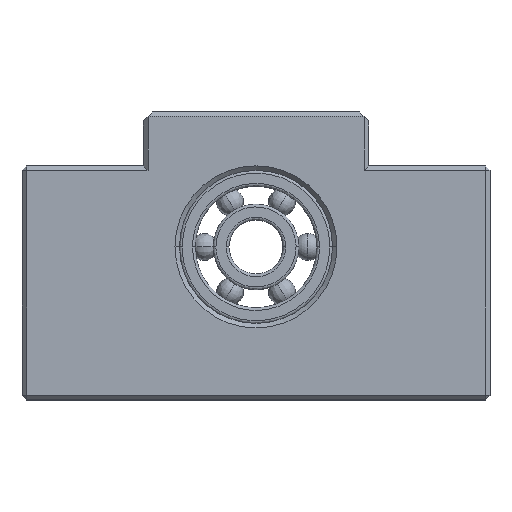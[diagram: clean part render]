
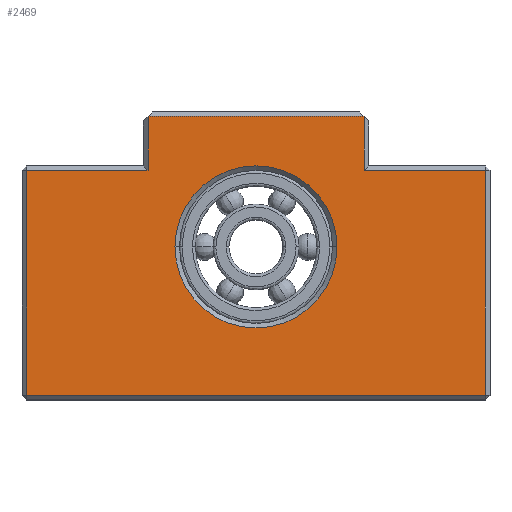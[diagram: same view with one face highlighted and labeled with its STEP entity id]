
A CAD part, top view. The second image highlights one B-rep face of the part: STEP entity #2469.
In plain terms, the highlighted planar face has unit normal (0, 0, 1).
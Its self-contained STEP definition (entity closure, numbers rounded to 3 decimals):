
#6 = VECTOR ( 'NONE', #1817, 1000. ) ;
#22 = EDGE_CURVE ( 'NONE', #1201, #4665, #1394, .T. ) ;
#152 = EDGE_CURVE ( 'NONE', #3367, #2891, #4432, .T. ) ;
#166 = CARTESIAN_POINT ( 'NONE',  ( -25.5, 0.5, 7. ) ) ;
#245 = CARTESIAN_POINT ( 'NONE',  ( 25.5, 25.5, 7. ) ) ;
#257 = ORIENTED_EDGE ( 'NONE', *, *, #152, .T. ) ;
#324 = CARTESIAN_POINT ( 'NONE',  ( 0., 17., 7. ) ) ;
#386 = CARTESIAN_POINT ( 'NONE',  ( -25.5, 25.5, 7. ) ) ;
#413 = EDGE_CURVE ( 'NONE', #5174, #2753, #3492, .T. ) ;
#424 = EDGE_CURVE ( 'NONE', #3208, #4737, #1059, .T. ) ;
#507 = CARTESIAN_POINT ( 'NONE',  ( 25.5, 0.5, 7. ) ) ;
#534 = ORIENTED_EDGE ( 'NONE', *, *, #1520, .T. ) ;
#577 = EDGE_CURVE ( 'NONE', #2891, #3208, #4894, .T. ) ;
#626 = AXIS2_PLACEMENT_3D ( 'NONE', #711, #3031, #1406 ) ;
#666 = DIRECTION ( 'NONE',  ( 0., 0., -1. ) ) ;
#692 = DIRECTION ( 'NONE',  ( -1., 0., 0. ) ) ;
#711 = CARTESIAN_POINT ( 'NONE',  ( 26., 26., 7. ) ) ;
#781 = DIRECTION ( 'NONE',  ( 0., -1., 0. ) ) ;
#853 = VECTOR ( 'NONE', #781, 1000. ) ;
#862 = VECTOR ( 'NONE', #4874, 1000. ) ;
#986 = LINE ( 'NONE', #4234, #1161 ) ;
#1059 = LINE ( 'NONE', #4998, #2070 ) ;
#1075 = ORIENTED_EDGE ( 'NONE', *, *, #22, .T. ) ;
#1122 = DIRECTION ( 'NONE',  ( 0., -1., 0. ) ) ;
#1161 = VECTOR ( 'NONE', #1824, 1000. ) ;
#1201 = VERTEX_POINT ( 'NONE', #1352 ) ;
#1352 = CARTESIAN_POINT ( 'NONE',  ( 12., 25.5, 7. ) ) ;
#1359 = ORIENTED_EDGE ( 'NONE', *, *, #3647, .T. ) ;
#1394 = LINE ( 'NONE', #1433, #2371 ) ;
#1406 = DIRECTION ( 'NONE',  ( 1., 0., 0. ) ) ;
#1433 = CARTESIAN_POINT ( 'NONE',  ( 12., 26., 7. ) ) ;
#1475 = EDGE_CURVE ( 'NONE', #2753, #3367, #986, .T. ) ;
#1520 = EDGE_CURVE ( 'NONE', #4335, #4151, #4049, .T. ) ;
#1744 = ORIENTED_EDGE ( 'NONE', *, *, #3563, .T. ) ;
#1817 = DIRECTION ( 'NONE',  ( -1., 0., 0. ) ) ;
#1824 = DIRECTION ( 'NONE',  ( -1., 0., 0. ) ) ;
#2046 = CARTESIAN_POINT ( 'NONE',  ( 26., 0.5, 7. ) ) ;
#2070 = VECTOR ( 'NONE', #2692, 1000. ) ;
#2078 = CARTESIAN_POINT ( 'NONE',  ( -25.5, 26., 7. ) ) ;
#2108 = CARTESIAN_POINT ( 'NONE',  ( 12., 31.5, 7. ) ) ;
#2121 = PLANE ( 'NONE',  #626 ) ;
#2231 = CARTESIAN_POINT ( 'NONE',  ( 26., 31.5, 7. ) ) ;
#2271 = DIRECTION ( 'NONE',  ( 0., 0., -1. ) ) ;
#2273 = ORIENTED_EDGE ( 'NONE', *, *, #3305, .T. ) ;
#2306 = CARTESIAN_POINT ( 'NONE',  ( 26., 25.5, 7. ) ) ;
#2371 = VECTOR ( 'NONE', #3017, 1000. ) ;
#2469 = ADVANCED_FACE ( 'NONE', ( #2901, #4500 ), #2121, .T. ) ;
#2664 = CARTESIAN_POINT ( 'NONE',  ( 0., 17., 7. ) ) ;
#2692 = DIRECTION ( 'NONE',  ( 0., 1., 0. ) ) ;
#2753 = VERTEX_POINT ( 'NONE', #2966 ) ;
#2891 = VERTEX_POINT ( 'NONE', #166 ) ;
#2901 = FACE_OUTER_BOUND ( 'NONE', #3976, .T. ) ;
#2930 = ORIENTED_EDGE ( 'NONE', *, *, #413, .T. ) ;
#2966 = CARTESIAN_POINT ( 'NONE',  ( -12., 25.5, 7. ) ) ;
#3005 = VECTOR ( 'NONE', #3797, 1000. ) ;
#3006 = CIRCLE ( 'NONE', #3350, 9. ) ;
#3017 = DIRECTION ( 'NONE',  ( 0., 1., 0. ) ) ;
#3031 = DIRECTION ( 'NONE',  ( 0., 0., 1. ) ) ;
#3101 = VECTOR ( 'NONE', #692, 1000. ) ;
#3156 = CARTESIAN_POINT ( 'NONE',  ( 9., 17., 7. ) ) ;
#3208 = VERTEX_POINT ( 'NONE', #507 ) ;
#3234 = DIRECTION ( 'NONE',  ( 0., -1., 0. ) ) ;
#3305 = EDGE_CURVE ( 'NONE', #4665, #5174, #4999, .T. ) ;
#3350 = AXIS2_PLACEMENT_3D ( 'NONE', #324, #666, #3234 ) ;
#3367 = VERTEX_POINT ( 'NONE', #386 ) ;
#3492 = LINE ( 'NONE', #4695, #3005 ) ;
#3563 = EDGE_CURVE ( 'NONE', #4737, #1201, #5149, .T. ) ;
#3601 = ORIENTED_EDGE ( 'NONE', *, *, #577, .T. ) ;
#3647 = EDGE_CURVE ( 'NONE', #4151, #4335, #3006, .T. ) ;
#3797 = DIRECTION ( 'NONE',  ( 0., -1., 0. ) ) ;
#3955 = CARTESIAN_POINT ( 'NONE',  ( -9., 17., 7. ) ) ;
#3976 = EDGE_LOOP ( 'NONE', ( #3601, #4753, #1744, #1075, #2273, #2930, #5150, #257 ) ) ;
#4049 = CIRCLE ( 'NONE', #4540, 9. ) ;
#4151 = VERTEX_POINT ( 'NONE', #3156 ) ;
#4234 = CARTESIAN_POINT ( 'NONE',  ( 26., 25.5, 7. ) ) ;
#4335 = VERTEX_POINT ( 'NONE', #3955 ) ;
#4432 = LINE ( 'NONE', #2078, #853 ) ;
#4500 = FACE_BOUND ( 'NONE', #5083, .T. ) ;
#4540 = AXIS2_PLACEMENT_3D ( 'NONE', #2664, #2271, #1122 ) ;
#4665 = VERTEX_POINT ( 'NONE', #2108 ) ;
#4695 = CARTESIAN_POINT ( 'NONE',  ( -12., 26., 7. ) ) ;
#4737 = VERTEX_POINT ( 'NONE', #245 ) ;
#4753 = ORIENTED_EDGE ( 'NONE', *, *, #424, .T. ) ;
#4874 = DIRECTION ( 'NONE',  ( 1., 0., 0. ) ) ;
#4894 = LINE ( 'NONE', #2046, #862 ) ;
#4998 = CARTESIAN_POINT ( 'NONE',  ( 25.5, 26., 7. ) ) ;
#4999 = LINE ( 'NONE', #2231, #6 ) ;
#5083 = EDGE_LOOP ( 'NONE', ( #1359, #534 ) ) ;
#5149 = LINE ( 'NONE', #2306, #3101 ) ;
#5150 = ORIENTED_EDGE ( 'NONE', *, *, #1475, .T. ) ;
#5174 = VERTEX_POINT ( 'NONE', #5231 ) ;
#5231 = CARTESIAN_POINT ( 'NONE',  ( -12., 31.5, 7. ) ) ;
